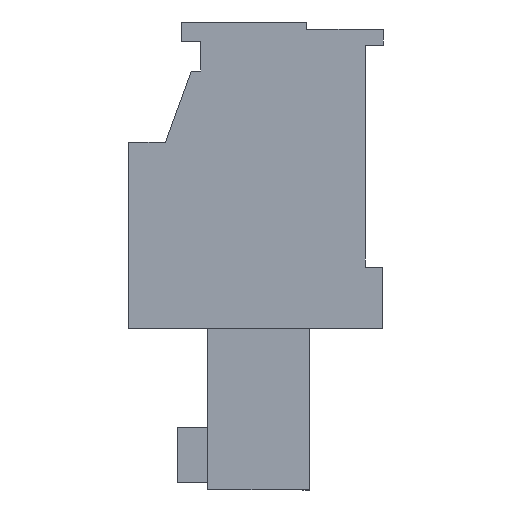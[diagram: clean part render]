
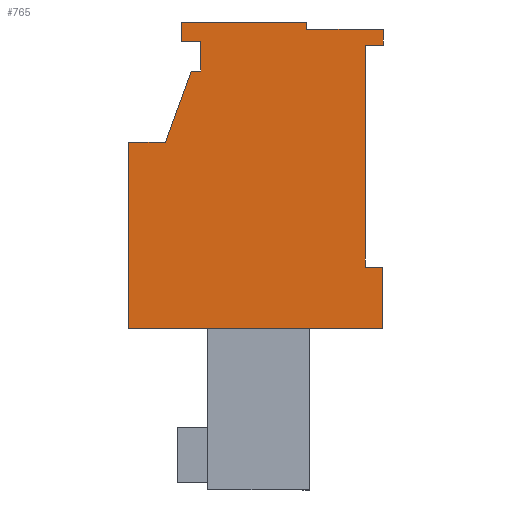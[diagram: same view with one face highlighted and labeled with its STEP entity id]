
A CAD part, left-side view. The second image highlights one B-rep face of the part: STEP entity #765.
In plain terms, the highlighted planar face has unit normal (-1, 0, 0).
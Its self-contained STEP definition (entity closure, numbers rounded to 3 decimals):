
#649=AXIS2_PLACEMENT_3D('Plane Axis2P3D',#646,#647,#648) ;
#49=CARTESIAN_POINT('Vertex',(0.,7.45,17.1)) ;
#52=CARTESIAN_POINT('Line Origine',(0.,7.45,17.7)) ;
#56=CARTESIAN_POINT('Vertex',(0.,7.45,18.3)) ;
#107=CARTESIAN_POINT('Line Origine',(0.,7.647,17.1)) ;
#111=CARTESIAN_POINT('Vertex',(0.,7.844,17.1)) ;
#646=CARTESIAN_POINT('Axis2P3D Location',(0.,5.25,6.6)) ;
#651=CARTESIAN_POINT('Line Origine',(0.,0.05,7.85)) ;
#655=CARTESIAN_POINT('Vertex',(0.,0.05,9.1)) ;
#657=CARTESIAN_POINT('Vertex',(0.,0.05,6.6)) ;
#660=CARTESIAN_POINT('Line Origine',(0.,0.4,9.1)) ;
#664=CARTESIAN_POINT('Vertex',(0.,0.75,9.1)) ;
#667=CARTESIAN_POINT('Line Origine',(0.,0.75,13.625)) ;
#671=CARTESIAN_POINT('Vertex',(0.,0.75,18.15)) ;
#674=CARTESIAN_POINT('Line Origine',(0.,0.375,18.15)) ;
#678=CARTESIAN_POINT('Vertex',(0.,0.,18.15)) ;
#681=CARTESIAN_POINT('Line Origine',(0.,0.,18.475)) ;
#685=CARTESIAN_POINT('Vertex',(0.,0.,18.8)) ;
#688=CARTESIAN_POINT('Line Origine',(0.,1.565,18.8)) ;
#692=CARTESIAN_POINT('Vertex',(0.,3.13,18.8)) ;
#695=CARTESIAN_POINT('Line Origine',(0.,3.13,18.95)) ;
#699=CARTESIAN_POINT('Vertex',(0.,3.13,19.1)) ;
#702=CARTESIAN_POINT('Line Origine',(0.,5.69,19.1)) ;
#706=CARTESIAN_POINT('Vertex',(0.,8.25,19.1)) ;
#709=CARTESIAN_POINT('Line Origine',(0.,8.25,18.7)) ;
#713=CARTESIAN_POINT('Vertex',(0.,8.25,18.3)) ;
#716=CARTESIAN_POINT('Line Origine',(0.,7.85,18.3)) ;
#721=CARTESIAN_POINT('Line Origine',(0.,8.372,15.65)) ;
#725=CARTESIAN_POINT('Vertex',(0.,8.9,14.2)) ;
#728=CARTESIAN_POINT('Line Origine',(0.,9.65,14.2)) ;
#732=CARTESIAN_POINT('Vertex',(0.,10.4,14.2)) ;
#735=CARTESIAN_POINT('Line Origine',(0.,10.4,10.4)) ;
#739=CARTESIAN_POINT('Vertex',(0.,10.4,6.6)) ;
#742=CARTESIAN_POINT('Line Origine',(0.,5.225,6.6)) ;
#53=DIRECTION('Vector Direction',(0.,0.,1.)) ;
#108=DIRECTION('Vector Direction',(0.,-1.,0.)) ;
#647=DIRECTION('Axis2P3D Direction',(1.,0.,0.)) ;
#648=DIRECTION('Axis2P3D XDirection',(0.,1.,0.)) ;
#652=DIRECTION('Vector Direction',(0.,0.,-1.)) ;
#661=DIRECTION('Vector Direction',(0.,-1.,0.)) ;
#668=DIRECTION('Vector Direction',(0.,0.,-1.)) ;
#675=DIRECTION('Vector Direction',(0.,1.,0.)) ;
#682=DIRECTION('Vector Direction',(0.,0.,-1.)) ;
#689=DIRECTION('Vector Direction',(0.,-1.,0.)) ;
#696=DIRECTION('Vector Direction',(0.,0.,1.)) ;
#703=DIRECTION('Vector Direction',(0.,-1.,0.)) ;
#710=DIRECTION('Vector Direction',(0.,0.,1.)) ;
#717=DIRECTION('Vector Direction',(0.,-1.,0.)) ;
#722=DIRECTION('Vector Direction',(0.,-0.342,0.94)) ;
#729=DIRECTION('Vector Direction',(0.,-1.,0.)) ;
#736=DIRECTION('Vector Direction',(0.,0.,1.)) ;
#743=DIRECTION('Vector Direction',(0.,1.,0.)) ;
#54=VECTOR('Line Direction',#53,1.) ;
#109=VECTOR('Line Direction',#108,1.) ;
#653=VECTOR('Line Direction',#652,1.) ;
#662=VECTOR('Line Direction',#661,1.) ;
#669=VECTOR('Line Direction',#668,1.) ;
#676=VECTOR('Line Direction',#675,1.) ;
#683=VECTOR('Line Direction',#682,1.) ;
#690=VECTOR('Line Direction',#689,1.) ;
#697=VECTOR('Line Direction',#696,1.) ;
#704=VECTOR('Line Direction',#703,1.) ;
#711=VECTOR('Line Direction',#710,1.) ;
#718=VECTOR('Line Direction',#717,1.) ;
#723=VECTOR('Line Direction',#722,1.) ;
#730=VECTOR('Line Direction',#729,1.) ;
#737=VECTOR('Line Direction',#736,1.) ;
#744=VECTOR('Line Direction',#743,1.) ;
#748=ORIENTED_EDGE('',*,*,#659,.F.) ;
#749=ORIENTED_EDGE('',*,*,#666,.F.) ;
#750=ORIENTED_EDGE('',*,*,#673,.F.) ;
#751=ORIENTED_EDGE('',*,*,#680,.F.) ;
#752=ORIENTED_EDGE('',*,*,#687,.F.) ;
#753=ORIENTED_EDGE('',*,*,#694,.F.) ;
#754=ORIENTED_EDGE('',*,*,#701,.T.) ;
#755=ORIENTED_EDGE('',*,*,#708,.F.) ;
#756=ORIENTED_EDGE('',*,*,#715,.F.) ;
#757=ORIENTED_EDGE('',*,*,#720,.T.) ;
#758=ORIENTED_EDGE('',*,*,#58,.F.) ;
#759=ORIENTED_EDGE('',*,*,#113,.F.) ;
#760=ORIENTED_EDGE('',*,*,#727,.F.) ;
#761=ORIENTED_EDGE('',*,*,#734,.F.) ;
#762=ORIENTED_EDGE('',*,*,#741,.F.) ;
#763=ORIENTED_EDGE('',*,*,#746,.F.) ;
#765=ADVANCED_FACE('HOUSING',(#764),#650,.F.) ;
#58=EDGE_CURVE('',#50,#57,#55,.T.) ;
#113=EDGE_CURVE('',#112,#50,#110,.T.) ;
#659=EDGE_CURVE('',#656,#658,#654,.T.) ;
#666=EDGE_CURVE('',#665,#656,#663,.T.) ;
#673=EDGE_CURVE('',#672,#665,#670,.T.) ;
#680=EDGE_CURVE('',#679,#672,#677,.T.) ;
#687=EDGE_CURVE('',#686,#679,#684,.T.) ;
#694=EDGE_CURVE('',#693,#686,#691,.T.) ;
#701=EDGE_CURVE('',#693,#700,#698,.T.) ;
#708=EDGE_CURVE('',#707,#700,#705,.T.) ;
#715=EDGE_CURVE('',#714,#707,#712,.T.) ;
#720=EDGE_CURVE('',#714,#57,#719,.T.) ;
#727=EDGE_CURVE('',#726,#112,#724,.T.) ;
#734=EDGE_CURVE('',#733,#726,#731,.T.) ;
#741=EDGE_CURVE('',#740,#733,#738,.T.) ;
#746=EDGE_CURVE('',#658,#740,#745,.T.) ;
#747=EDGE_LOOP('',(#748,#749,#750,#751,#752,#753,#754,#755,#756,#757,#758,#759,#760,#761,#762,#763)) ;
#764=FACE_OUTER_BOUND('',#747,.T.) ;
#55=LINE('Line',#52,#54) ;
#110=LINE('Line',#107,#109) ;
#654=LINE('Line',#651,#653) ;
#663=LINE('Line',#660,#662) ;
#670=LINE('Line',#667,#669) ;
#677=LINE('Line',#674,#676) ;
#684=LINE('Line',#681,#683) ;
#691=LINE('Line',#688,#690) ;
#698=LINE('Line',#695,#697) ;
#705=LINE('Line',#702,#704) ;
#712=LINE('Line',#709,#711) ;
#719=LINE('Line',#716,#718) ;
#724=LINE('Line',#721,#723) ;
#731=LINE('Line',#728,#730) ;
#738=LINE('Line',#735,#737) ;
#745=LINE('Line',#742,#744) ;
#650=PLANE('',#649) ;
#50=VERTEX_POINT('',#49) ;
#57=VERTEX_POINT('',#56) ;
#112=VERTEX_POINT('',#111) ;
#656=VERTEX_POINT('',#655) ;
#658=VERTEX_POINT('',#657) ;
#665=VERTEX_POINT('',#664) ;
#672=VERTEX_POINT('',#671) ;
#679=VERTEX_POINT('',#678) ;
#686=VERTEX_POINT('',#685) ;
#693=VERTEX_POINT('',#692) ;
#700=VERTEX_POINT('',#699) ;
#707=VERTEX_POINT('',#706) ;
#714=VERTEX_POINT('',#713) ;
#726=VERTEX_POINT('',#725) ;
#733=VERTEX_POINT('',#732) ;
#740=VERTEX_POINT('',#739) ;
